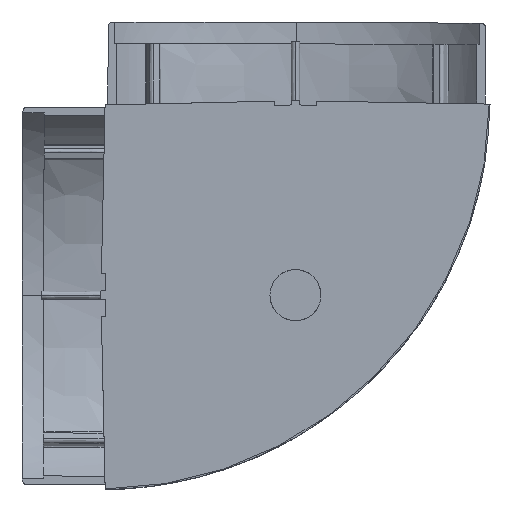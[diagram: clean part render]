
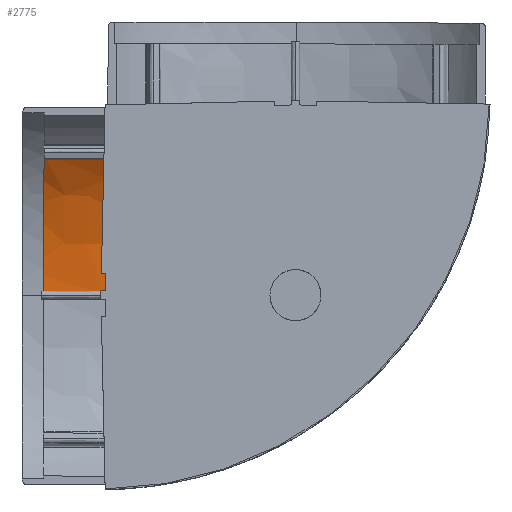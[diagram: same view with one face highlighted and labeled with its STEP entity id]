
A CAD part, front view. The second image highlights one B-rep face of the part: STEP entity #2775.
In plain terms, the highlighted free-form (B-spline) face has degree [3, 3] with [7, 4] control points.
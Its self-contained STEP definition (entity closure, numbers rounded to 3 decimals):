
#122=CARTESIAN_POINT('Vertex',(0.,-19.5,0.)) ;
#668=CARTESIAN_POINT('Vertex',(-33.373,-10.414,0.)) ;
#672=CARTESIAN_POINT('Control Point',(0.,-19.5,0.)) ;
#673=CARTESIAN_POINT('Control Point',(-8.506,-19.5,0.)) ;
#674=CARTESIAN_POINT('Control Point',(-20.271,-17.787,0.)) ;
#675=CARTESIAN_POINT('Control Point',(-30.324,-12.561,0.)) ;
#676=CARTESIAN_POINT('Control Point',(-33.373,-10.414,0.)) ;
#772=CARTESIAN_POINT('Control Point',(0.,-19.5,0.)) ;
#773=CARTESIAN_POINT('Control Point',(0.,-19.5,5.)) ;
#774=CARTESIAN_POINT('Control Point',(0.,-19.5,10.)) ;
#775=CARTESIAN_POINT('Control Point',(0.,-19.5,15.)) ;
#776=CARTESIAN_POINT('Vertex',(0.,-19.5,15.)) ;
#1108=CARTESIAN_POINT('Control Point',(-33.373,-10.414,15.)) ;
#1109=CARTESIAN_POINT('Control Point',(-30.918,-12.143,15.)) ;
#1110=CARTESIAN_POINT('Control Point',(-28.329,-13.641,15.)) ;
#1111=CARTESIAN_POINT('Control Point',(-25.625,-14.911,15.)) ;
#1112=CARTESIAN_POINT('Control Point',(-19.543,-17.216,15.)) ;
#1113=CARTESIAN_POINT('Control Point',(-13.097,-18.594,15.)) ;
#1114=CARTESIAN_POINT('Control Point',(-9.521,-19.097,15.)) ;
#1115=CARTESIAN_POINT('Control Point',(-5.461,-19.416,15.)) ;
#1116=CARTESIAN_POINT('Control Point',(-1.342,-19.492,15.)) ;
#1117=CARTESIAN_POINT('Control Point',(-0.895,-19.497,15.)) ;
#1118=CARTESIAN_POINT('Control Point',(-0.448,-19.5,15.)) ;
#1119=CARTESIAN_POINT('Control Point',(0.,-19.5,15.)) ;
#1120=CARTESIAN_POINT('Vertex',(-33.373,-10.414,15.)) ;
#2735=CARTESIAN_POINT('Control Point',(-42.691,-1.423,-0.3)) ;
#2736=CARTESIAN_POINT('Control Point',(-42.691,-1.423,4.9)) ;
#2737=CARTESIAN_POINT('Control Point',(-42.691,-1.423,10.1)) ;
#2738=CARTESIAN_POINT('Control Point',(-42.691,-1.423,15.3)) ;
#2739=CARTESIAN_POINT('Control Point',(-39.998,-4.946,-0.3)) ;
#2740=CARTESIAN_POINT('Control Point',(-39.998,-4.946,4.9)) ;
#2741=CARTESIAN_POINT('Control Point',(-39.998,-4.946,10.1)) ;
#2742=CARTESIAN_POINT('Control Point',(-39.998,-4.946,15.3)) ;
#2743=CARTESIAN_POINT('Control Point',(-34.085,-10.585,-0.3)) ;
#2744=CARTESIAN_POINT('Control Point',(-34.085,-10.585,4.9)) ;
#2745=CARTESIAN_POINT('Control Point',(-34.085,-10.585,10.1)) ;
#2746=CARTESIAN_POINT('Control Point',(-34.085,-10.585,15.3)) ;
#2747=CARTESIAN_POINT('Control Point',(-23.804,-15.99,-0.3)) ;
#2748=CARTESIAN_POINT('Control Point',(-23.804,-15.99,4.9)) ;
#2749=CARTESIAN_POINT('Control Point',(-23.804,-15.99,10.1)) ;
#2750=CARTESIAN_POINT('Control Point',(-23.804,-15.99,15.3)) ;
#2751=CARTESIAN_POINT('Control Point',(-12.331,-18.95,-0.3)) ;
#2752=CARTESIAN_POINT('Control Point',(-12.331,-18.95,4.9)) ;
#2753=CARTESIAN_POINT('Control Point',(-12.331,-18.95,10.1)) ;
#2754=CARTESIAN_POINT('Control Point',(-12.331,-18.95,15.3)) ;
#2755=CARTESIAN_POINT('Control Point',(-3.945,-19.521,-0.3)) ;
#2756=CARTESIAN_POINT('Control Point',(-3.945,-19.521,4.9)) ;
#2757=CARTESIAN_POINT('Control Point',(-3.945,-19.521,10.1)) ;
#2758=CARTESIAN_POINT('Control Point',(-3.945,-19.521,15.3)) ;
#2759=CARTESIAN_POINT('Control Point',(0.478,-19.499,-0.3)) ;
#2760=CARTESIAN_POINT('Control Point',(0.478,-19.499,4.9)) ;
#2761=CARTESIAN_POINT('Control Point',(0.478,-19.499,10.1)) ;
#2762=CARTESIAN_POINT('Control Point',(0.478,-19.499,15.3)) ;
#2764=CARTESIAN_POINT('Control Point',(-33.373,-10.414,0.)) ;
#2765=CARTESIAN_POINT('Control Point',(-33.373,-10.414,5.)) ;
#2766=CARTESIAN_POINT('Control Point',(-33.373,-10.414,10.)) ;
#2767=CARTESIAN_POINT('Control Point',(-33.373,-10.414,15.)) ;
#2770=ORIENTED_EDGE('',*,*,#1122,.T.) ;
#2771=ORIENTED_EDGE('',*,*,#778,.F.) ;
#2772=ORIENTED_EDGE('',*,*,#677,.F.) ;
#2773=ORIENTED_EDGE('',*,*,#2768,.T.) ;
#2775=ADVANCED_FACE('MANIFOLD_SOLID_BREP #3613',(#2774),#2734,.F.) ;
#771=B_SPLINE_CURVE_WITH_KNOTS('',3,(#772,#773,#774,#775),.UNSPECIFIED.,.F.,.U.,(4,4),(0.,15.),.UNSPECIFIED.) ;
#1107=B_SPLINE_CURVE_WITH_KNOTS('',5,(#1108,#1109,#1110,#1111,#1112,#1113,#1114,#1115,#1116,#1117,#1118,#1119),.UNSPECIFIED.,.F.,.U.,(6,3,3,6),(0.,21.472,46.671,49.732),.UNSPECIFIED.) ;
#2763=B_SPLINE_CURVE_WITH_KNOTS('',3,(#2764,#2765,#2766,#2767),.UNSPECIFIED.,.F.,.U.,(4,4),(0.,15.),.UNSPECIFIED.) ;
#2734=B_SPLINE_SURFACE_WITH_KNOTS('',3,3,((#2735,#2736,#2737,#2738),(#2739,#2740,#2741,#2742),(#2743,#2744,#2745,#2746),(#2747,#2748,#2749,#2750),(#2751,#2752,#2753,#2754),(#2755,#2756,#2757,#2758),(#2759,#2760,#2761,#2762)),.UNSPECIFIED.,.F.,.F.,.U.,(4,1,1,1,4),(4,4),(-0.009,12.397,24.357,36.317,48.725),(-0.3,15.3),.UNSPECIFIED.) ;
#677=EDGE_CURVE('',#669,#123,#671,.F.) ;
#778=EDGE_CURVE('',#123,#777,#771,.T.) ;
#1122=EDGE_CURVE('',#1121,#777,#1107,.T.) ;
#2768=EDGE_CURVE('',#669,#1121,#2763,.T.) ;
#2769=EDGE_LOOP('',(#2770,#2771,#2772,#2773)) ;
#2774=FACE_OUTER_BOUND('',#2769,.T.) ;
#123=VERTEX_POINT('',#122) ;
#669=VERTEX_POINT('',#668) ;
#777=VERTEX_POINT('',#776) ;
#1121=VERTEX_POINT('',#1120) ;
#671=(BOUNDED_CURVE()B_SPLINE_CURVE(3,(#672,#673,#674,#675,#676),.UNSPECIFIED.,.F.,.U.)B_SPLINE_CURVE_WITH_KNOTS((4,1,4),(0.475,26.535,39.084),.UNSPECIFIED.)CURVE()GEOMETRIC_REPRESENTATION_ITEM()RATIONAL_B_SPLINE_CURVE((1.172,1.172,1.172,1.172,1.172))REPRESENTATION_ITEM('')) ;
